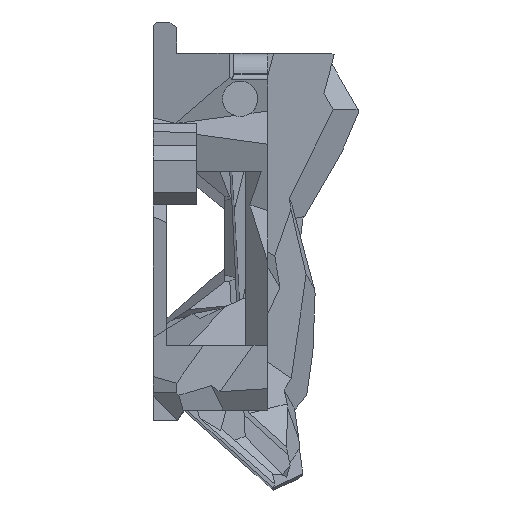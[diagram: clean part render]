
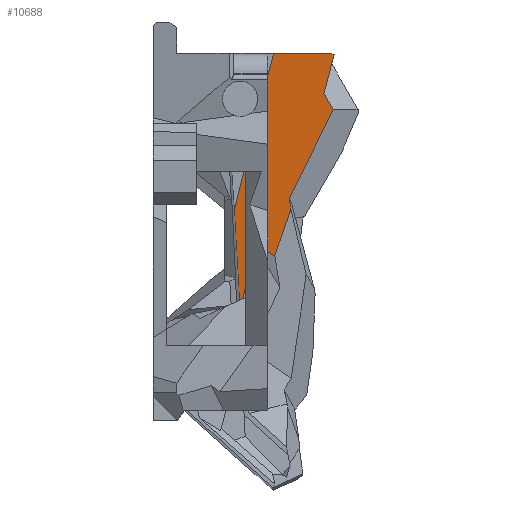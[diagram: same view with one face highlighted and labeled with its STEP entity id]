
A CAD part, left-side view. The second image highlights one B-rep face of the part: STEP entity #10688.
In plain terms, the highlighted planar face has unit normal (-0.997, 0.052, -0.056).
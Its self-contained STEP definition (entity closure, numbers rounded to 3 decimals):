
#870=FACE_OUTER_BOUND('',#1444,.T.);
#1444=EDGE_LOOP('',(#9198,#9199,#9200,#9201,#9202,#9203,#9204,#9205,#9206,
#9207,#9208));
#1703=LINE('',#14622,#2980);
#2051=LINE('',#16147,#3328);
#2077=LINE('',#16200,#3354);
#2585=LINE('',#17863,#3862);
#2607=LINE('',#17904,#3884);
#2651=LINE('',#17986,#3928);
#2652=LINE('',#17988,#3929);
#2653=LINE('',#17989,#3930);
#2654=LINE('',#17991,#3931);
#2655=LINE('',#17993,#3932);
#2656=LINE('',#17994,#3933);
#2980=VECTOR('',#11743,10.);
#3328=VECTOR('',#12433,10.);
#3354=VECTOR('',#12473,10.);
#3862=VECTOR('',#13559,10.);
#3884=VECTOR('',#13591,10.);
#3928=VECTOR('',#13665,10.);
#3929=VECTOR('',#13666,10.);
#3930=VECTOR('',#13667,10.);
#3931=VECTOR('',#13668,10.);
#3932=VECTOR('',#13669,10.);
#3933=VECTOR('',#13670,10.);
#4257=VERTEX_POINT('',#14619);
#4258=VERTEX_POINT('',#14621);
#4559=VERTEX_POINT('',#16146);
#4579=VERTEX_POINT('',#16199);
#4990=VERTEX_POINT('',#17860);
#4991=VERTEX_POINT('',#17862);
#5004=VERTEX_POINT('',#17901);
#5005=VERTEX_POINT('',#17903);
#5029=VERTEX_POINT('',#17987);
#5030=VERTEX_POINT('',#17990);
#5031=VERTEX_POINT('',#17992);
#5297=EDGE_CURVE('',#4257,#4258,#1703,.T.);
#5748=EDGE_CURVE('',#4559,#4258,#2051,.T.);
#5774=EDGE_CURVE('',#4559,#4579,#2077,.T.);
#6410=EDGE_CURVE('',#4990,#4991,#2585,.T.);
#6432=EDGE_CURVE('',#5004,#5005,#2607,.T.);
#6476=EDGE_CURVE('',#5005,#4257,#2651,.T.);
#6477=EDGE_CURVE('',#5029,#5004,#2652,.T.);
#6478=EDGE_CURVE('',#5029,#4991,#2653,.T.);
#6479=EDGE_CURVE('',#5030,#4990,#2654,.T.);
#6480=EDGE_CURVE('',#5031,#5030,#2655,.T.);
#6481=EDGE_CURVE('',#4579,#5031,#2656,.T.);
#9198=ORIENTED_EDGE('',*,*,#6476,.F.);
#9199=ORIENTED_EDGE('',*,*,#6432,.F.);
#9200=ORIENTED_EDGE('',*,*,#6477,.F.);
#9201=ORIENTED_EDGE('',*,*,#6478,.T.);
#9202=ORIENTED_EDGE('',*,*,#6410,.F.);
#9203=ORIENTED_EDGE('',*,*,#6479,.F.);
#9204=ORIENTED_EDGE('',*,*,#6480,.F.);
#9205=ORIENTED_EDGE('',*,*,#6481,.F.);
#9206=ORIENTED_EDGE('',*,*,#5774,.F.);
#9207=ORIENTED_EDGE('',*,*,#5748,.T.);
#9208=ORIENTED_EDGE('',*,*,#5297,.F.);
#10164=PLANE('',#11366);
#10688=ADVANCED_FACE('',(#870),#10164,.F.);
#11366=AXIS2_PLACEMENT_3D('',#17985,#13663,#13664);
#11743=DIRECTION('',(-0.052,-0.999,0.));
#12433=DIRECTION('',(0.018,0.871,0.49));
#12473=DIRECTION('',(0.068,0.258,-0.964));
#13559=DIRECTION('',(0.07,0.326,-0.943));
#13591=DIRECTION('',(-0.053,0.057,0.997));
#13663=DIRECTION('center_axis',(0.997,-0.052,0.056));
#13664=DIRECTION('ref_axis',(0.056,0.,-0.998));
#13665=DIRECTION('',(-0.067,-0.244,0.968));
#13666=DIRECTION('',(0.066,0.21,-0.975));
#13667=DIRECTION('',(-0.019,-0.877,-0.48));
#13668=DIRECTION('',(0.048,-0.143,-0.989));
#13669=DIRECTION('',(0.073,0.444,-0.893));
#13670=DIRECTION('',(0.022,-0.502,-0.865));
#14619=CARTESIAN_POINT('',(25.415,-0.765,61.5));
#14621=CARTESIAN_POINT('',(25.026,-8.2,61.5));
#14622=CARTESIAN_POINT('',(25.25,-3.924,61.5));
#16146=CARTESIAN_POINT('',(25.02,-8.507,61.327));
#16147=CARTESIAN_POINT('',(24.901,-14.261,58.09));
#16199=CARTESIAN_POINT('',(25.366,-7.182,56.382));
#16200=CARTESIAN_POINT('',(25.152,-8.001,59.438));
#17860=CARTESIAN_POINT('',(26.413,-2.979,41.635));
#17862=CARTESIAN_POINT('',(26.854,-0.924,35.684));
#17863=CARTESIAN_POINT('',(26.431,-2.894,41.387));
#17901=CARTESIAN_POINT('',(27.487,3.497,28.515));
#17903=CARTESIAN_POINT('',(26.792,4.243,41.61));
#17904=CARTESIAN_POINT('',(27.635,3.338,25.731));
#17985=CARTESIAN_POINT('Origin',(25.873,-3.598,50.688));
#17986=CARTESIAN_POINT('',(25.802,0.643,55.908));
#17987=CARTESIAN_POINT('',(26.91,1.647,37.089));
#17988=CARTESIAN_POINT('',(26.64,0.783,41.095));
#17989=CARTESIAN_POINT('',(26.874,-0.029,36.173));
#17990=CARTESIAN_POINT('',(26.346,-2.78,43.009));
#17991=CARTESIAN_POINT('',(25.718,-0.901,55.972));
#17992=CARTESIAN_POINT('',(25.42,-8.389,54.301));
#17993=CARTESIAN_POINT('',(25.515,-7.812,53.14));
#17994=CARTESIAN_POINT('',(25.358,-6.998,56.699));
